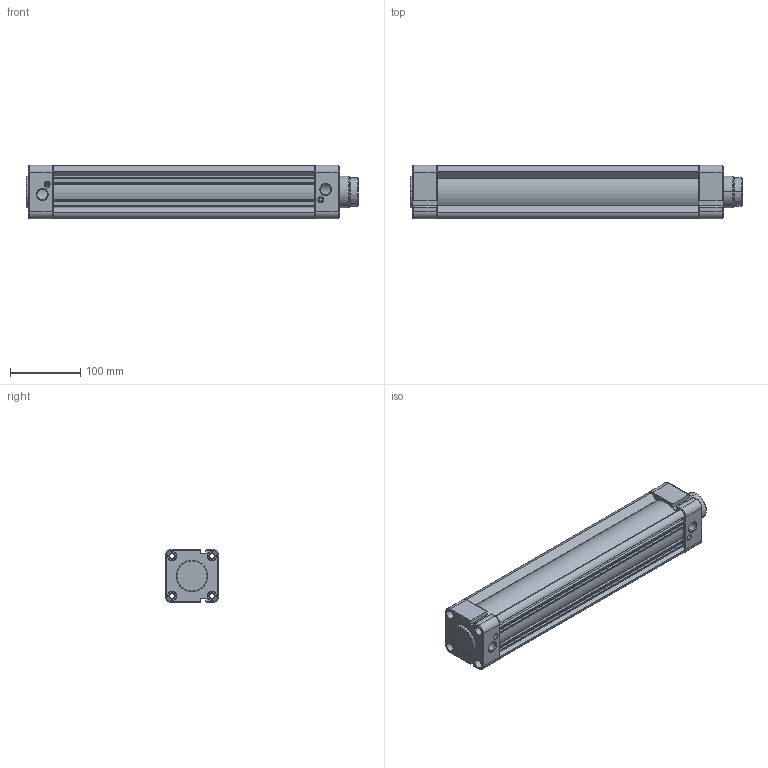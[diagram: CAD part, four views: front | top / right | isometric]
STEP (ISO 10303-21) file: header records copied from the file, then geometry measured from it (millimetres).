
FILE_DESCRIPTION (( 'STEP AP214' ), '1' );
FILE_NAME ('DMCA063-0320.STEP', '2015-05-22T06:59:34', ( '' ), ( '' ), 'SwSTEP 2.0', 'SolidWorks 2015', '' );
FILE_SCHEMA (( 'AUTOMOTIVE_DESIGN' ));
Length unit declared in the file: millimetre
Products named in the file (4): DMCA 063 achterkap; DMCA 063 voorkap; DMCA063-0320; DMCA 063 profiel 0_DMCA063-0320
Assembly tree (3 placements, depth 2):
  DMCA063-0320
    DMCA 063 achterkap
    DMCA 063 profiel 0_DMCA063-0320
    DMCA 063 voorkap
Bounding box: 472 x 76 x 76 mm (x, y, z)
Volume: 464467.8 mm3; surface area: 349949 mm2
Topology: 1 solids, 5 shells, 634 faces, 1567 edges, 944 vertices
Faces by surface type: cylinder 249, plane 147, torus 124, cone 66, sphere 40, bspline 8
Entity records: 19841 total; most frequent: CARTESIAN_POINT 4404, DIRECTION 3519, ORIENTED_EDGE 3056, EDGE_CURVE 1531, AXIS2_PLACEMENT_3D 1443, VERTEX_POINT 928, CIRCLE 810, EDGE_LOOP 697
